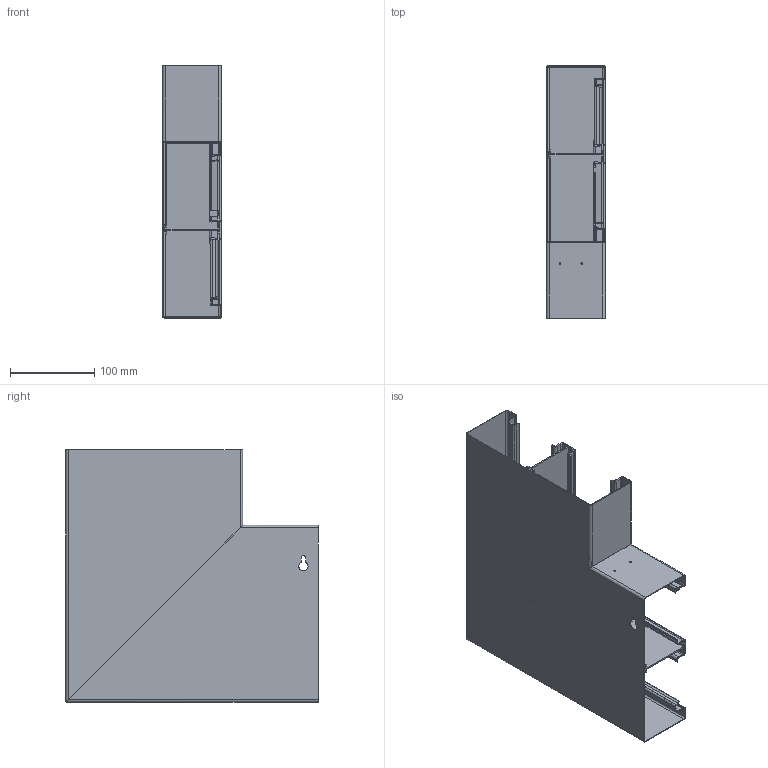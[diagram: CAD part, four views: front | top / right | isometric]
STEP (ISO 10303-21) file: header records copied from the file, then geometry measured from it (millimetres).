
FILE_DESCRIPTION (( 'STEP AP214' ), '1' );
FILE_NAME ('6278420.stp', '2016-06-08T14:05:26', ( '' ), ( '' ), 'SwSTEP 2.0', 'SolidWorks 2014', '' );
FILE_SCHEMA (( 'AUTOMOTIVE_DESIGN' ));
Length unit declared in the file: millimetre
Products named in the file (3): 014939_G剅ungsst乧k f乺 GS-DFF70210 ; 6278420; 022459T1_GS-DFS70210
Assembly tree (2 placements, depth 2):
  6278420
    022459T1_GS-DFS70210
    014939_G剅ungsst乧k f乺 GS-DFF70210 
Bounding box: 70 x 299.85 x 299.85 mm (x, y, z)
Volume: 261580.9 mm3; surface area: 452246 mm2
Topology: 3 solids, 3 shells, 530 faces, 1338 edges, 816 vertices
Faces by surface type: plane 277, cylinder 181, bspline 64, cone 8
Entity records: 16819 total; most frequent: CARTESIAN_POINT 4881, ORIENTED_EDGE 2676, DIRECTION 2140, EDGE_CURVE 1338, VERTEX_POINT 816, VECTOR 796, LINE 796, AXIS2_PLACEMENT_3D 672
